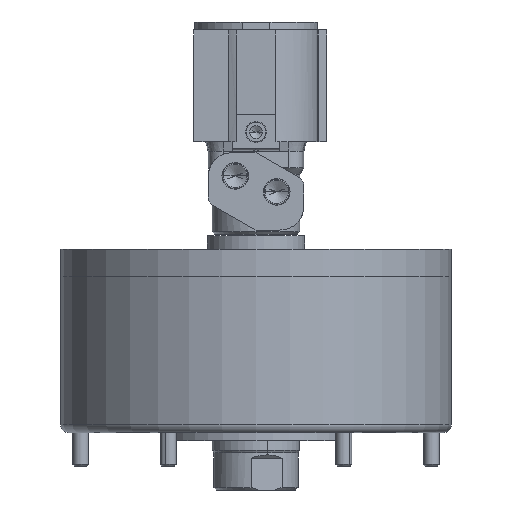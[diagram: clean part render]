
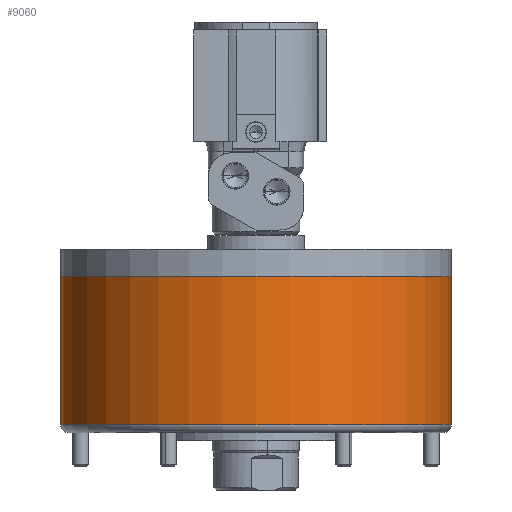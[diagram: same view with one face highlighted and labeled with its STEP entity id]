
A CAD part, front view. The second image highlights one B-rep face of the part: STEP entity #9060.
In plain terms, the highlighted cylindrical face has radius 122.5 mm (diameter 245 mm), a partial arc.
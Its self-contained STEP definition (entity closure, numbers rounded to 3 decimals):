
#271 = CARTESIAN_POINT ( 'NONE',  ( -122.5, 0., -93. ) ) ;
#1105 = AXIS2_PLACEMENT_3D ( 'NONE', #9359, #2594, #7877 ) ;
#1107 = CARTESIAN_POINT ( 'NONE',  ( 122.5, 0., -93. ) ) ;
#1152 = CIRCLE ( 'NONE', #3654, 122.5 ) ;
#1355 = ORIENTED_EDGE ( 'NONE', *, *, #6268, .T. ) ;
#1388 = CARTESIAN_POINT ( 'NONE',  ( 0., 0., 0. ) ) ;
#1708 = ORIENTED_EDGE ( 'NONE', *, *, #4379, .F. ) ;
#1806 = VERTEX_POINT ( 'NONE', #1107 ) ;
#1869 = VECTOR ( 'NONE', #2883, 1000. ) ;
#1932 = ORIENTED_EDGE ( 'NONE', *, *, #7086, .F. ) ;
#2046 = VERTEX_POINT ( 'NONE', #7674 ) ;
#2152 = DIRECTION ( 'NONE',  ( 1., 0., 0. ) ) ;
#2594 = DIRECTION ( 'NONE',  ( 0., 0., 1. ) ) ;
#2726 = CYLINDRICAL_SURFACE ( 'NONE', #1105, 122.5 ) ;
#2845 = VERTEX_POINT ( 'NONE', #5767 ) ;
#2883 = DIRECTION ( 'NONE',  ( 0., 0., 1. ) ) ;
#2983 = CARTESIAN_POINT ( 'NONE',  ( 0., 0., -93. ) ) ;
#3154 = VERTEX_POINT ( 'NONE', #271 ) ;
#3654 = AXIS2_PLACEMENT_3D ( 'NONE', #1388, #6669, #2152 ) ;
#3684 = CARTESIAN_POINT ( 'NONE',  ( -122.5, 0., 0. ) ) ;
#3746 = DIRECTION ( 'NONE',  ( 1., 0., 0. ) ) ;
#4288 = LINE ( 'NONE', #3684, #5820 ) ;
#4379 = EDGE_CURVE ( 'NONE', #2046, #2845, #1152, .T. ) ;
#4432 = DIRECTION ( 'NONE',  ( 0., 0., 1. ) ) ;
#4717 = EDGE_LOOP ( 'NONE', ( #1932, #1355, #9162, #1708 ) ) ;
#4867 = AXIS2_PLACEMENT_3D ( 'NONE', #2983, #8285, #3746 ) ;
#5767 = CARTESIAN_POINT ( 'NONE',  ( 122.5, 0., 0. ) ) ;
#5820 = VECTOR ( 'NONE', #4432, 1000. ) ;
#6268 = EDGE_CURVE ( 'NONE', #3154, #1806, #8812, .T. ) ;
#6669 = DIRECTION ( 'NONE',  ( 0., 0., 1. ) ) ;
#7086 = EDGE_CURVE ( 'NONE', #3154, #2046, #4288, .T. ) ;
#7424 = CARTESIAN_POINT ( 'NONE',  ( 122.5, 0., 0. ) ) ;
#7674 = CARTESIAN_POINT ( 'NONE',  ( -122.5, 0., 0. ) ) ;
#7877 = DIRECTION ( 'NONE',  ( 1., 0., 0. ) ) ;
#8285 = DIRECTION ( 'NONE',  ( 0., 0., 1. ) ) ;
#8761 = FACE_OUTER_BOUND ( 'NONE', #4717, .T. ) ;
#8812 = CIRCLE ( 'NONE', #4867, 122.5 ) ;
#9060 = ADVANCED_FACE ( 'NONE', ( #8761 ), #2726, .T. ) ;
#9162 = ORIENTED_EDGE ( 'NONE', *, *, #9479, .T. ) ;
#9359 = CARTESIAN_POINT ( 'NONE',  ( 0., 0., 0. ) ) ;
#9479 = EDGE_CURVE ( 'NONE', #1806, #2845, #9688, .T. ) ;
#9688 = LINE ( 'NONE', #7424, #1869 ) ;
